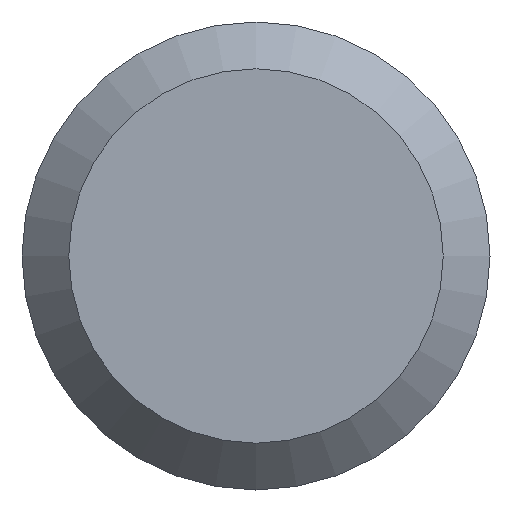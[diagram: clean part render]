
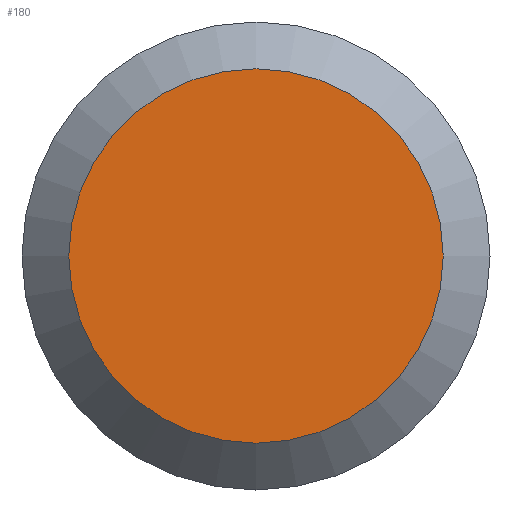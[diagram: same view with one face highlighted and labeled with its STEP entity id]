
A CAD part, left-side view. The second image highlights one B-rep face of the part: STEP entity #180.
In plain terms, the highlighted planar face has unit normal (-1, 0, 0).
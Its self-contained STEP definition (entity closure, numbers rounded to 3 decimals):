
#30 = DIRECTION ( 'NONE',  ( 0., 0., -1. ) ) ;
#32 = ORIENTED_EDGE ( 'NONE', *, *, #55, .T. ) ;
#51 = CARTESIAN_POINT ( 'NONE',  ( 0., 0., 0. ) ) ;
#55 = EDGE_CURVE ( 'NONE', #103, #103, #125, .T. ) ;
#62 = AXIS2_PLACEMENT_3D ( 'NONE', #169, #81, #66 ) ;
#66 = DIRECTION ( 'NONE',  ( 0., 0., -1. ) ) ;
#81 = DIRECTION ( 'NONE',  ( 1., 0., 0. ) ) ;
#101 = EDGE_LOOP ( 'NONE', ( #32 ) ) ;
#103 = VERTEX_POINT ( 'NONE', #121 ) ;
#121 = CARTESIAN_POINT ( 'NONE',  ( 0., 0., -3.44 ) ) ;
#125 = CIRCLE ( 'NONE', #172, 3.44 ) ;
#127 = PLANE ( 'NONE',  #62 ) ;
#155 = DIRECTION ( 'NONE',  ( -1., 0., 0. ) ) ;
#158 = FACE_OUTER_BOUND ( 'NONE', #101, .T. ) ;
#169 = CARTESIAN_POINT ( 'NONE',  ( 0., 4.3, 0. ) ) ;
#172 = AXIS2_PLACEMENT_3D ( 'NONE', #51, #155, #30 ) ;
#180 = ADVANCED_FACE ( 'NONE', ( #158 ), #127, .F. ) ;
